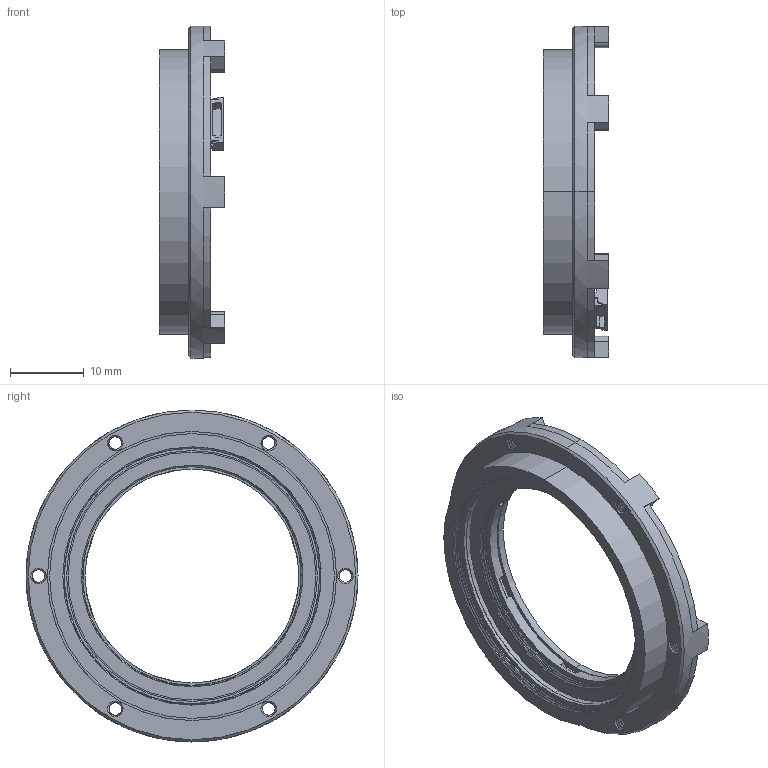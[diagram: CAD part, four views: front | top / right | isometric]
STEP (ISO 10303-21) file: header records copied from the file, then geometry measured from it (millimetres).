
FILE_DESCRIPTION (( 'STEP AP214' ), '1' );
FILE_NAME ('DPT-30-35-45.step', '2024-09-04T06:00:36', ( '' ), ( '' ), 'SwSTEP 2.0', 'SolidWorks 2022', '' );
FILE_SCHEMA (( 'AUTOMOTIVE_DESIGN' ));
Length unit declared in the file: millimetre
Products named in the file (1): DPT-30-35-45
Bounding box: 8.9 x 45 x 45 mm (x, y, z)
Volume: 3613.2 mm3; surface area: 7554.3 mm2
Topology: 9 solids, 9 shells, 794 faces, 2190 edges, 1445 vertices
Faces by surface type: plane 307, cylinder 276, bspline 175, cone 36
Entity records: 39851 total; most frequent: CARTESIAN_POINT 16477, ORIENTED_EDGE 4380, DIRECTION 3151, EDGE_CURVE 2190, VERTEX_POINT 1445, LINE 1149, VECTOR 1149, AXIS2_PLACEMENT_3D 1001
